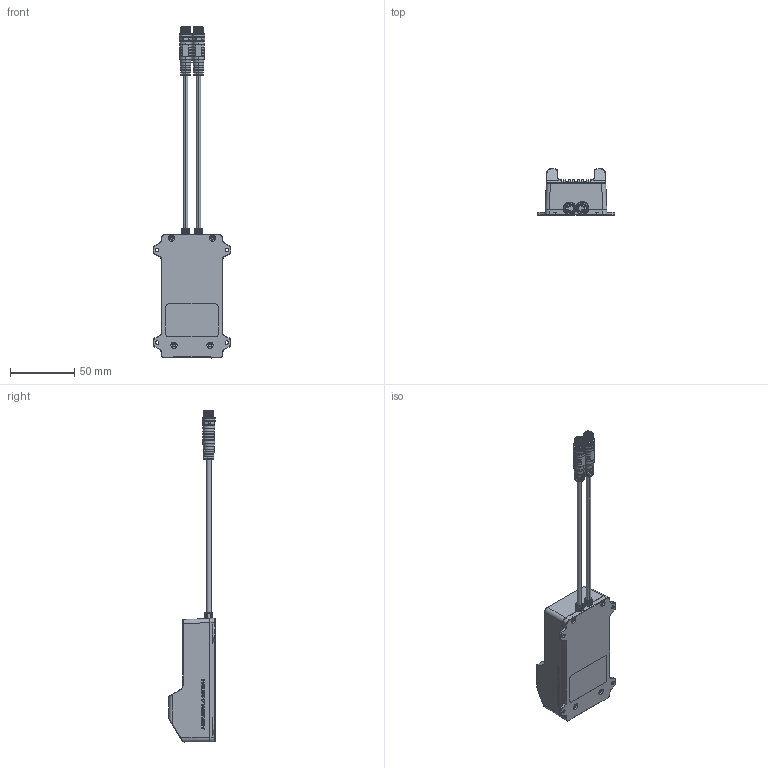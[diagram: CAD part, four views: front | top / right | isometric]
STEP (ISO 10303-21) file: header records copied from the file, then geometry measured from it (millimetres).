
FILE_DESCRIPTION((''),'2;1');
FILE_NAME('ROBOMASTER_REFEREE_SYSTEM_VTM_T','2019-04-03T',('vicky.chen'),(''),'CREO PARAMETRIC BY PTC INC, 2015200','CREO PARAMETRIC BY PTC INC, 2015200','');
FILE_SCHEMA(('CONFIG_CONTROL_DESIGN'));
Products named in the file (1): ROBOMASTER_REFEREE_SYSTEM_VTM_T
Bounding box: 60 x 36.2 x 257.96 mm (x, y, z)
Surface area: 53909.8 mm2 (no closed solid volume)
Topology: 0 solids, 47 shells, 6010 faces, 17111 edges, 11175 vertices
Faces by surface type: plane 3755, cylinder 1477, cone 321, bspline 269, torus 99, extrusion 59, sphere 24, revolution 6
Entity records: 223831 total; most frequent: CARTESIAN_POINT 70767, ORIENTED_EDGE 34017, DIRECTION 27880, EDGE_CURVE 17072, VECTOR 11778, LINE 11719, VERTEX_POINT 11175, AXIS2_PLACEMENT_3D 8048
